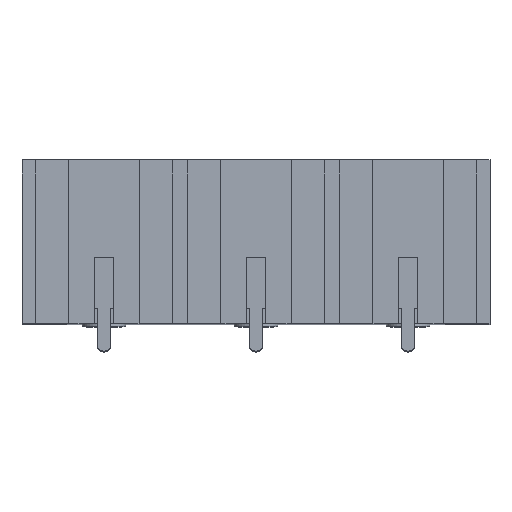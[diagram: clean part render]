
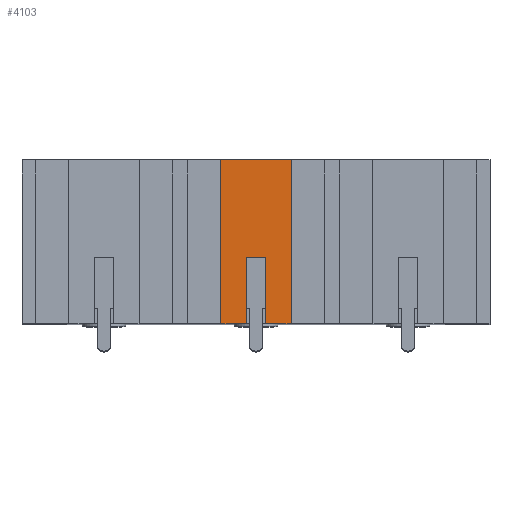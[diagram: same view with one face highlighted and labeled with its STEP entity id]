
A CAD part, top view. The second image highlights one B-rep face of the part: STEP entity #4103.
In plain terms, the highlighted planar face has unit normal (0, 0, 1).
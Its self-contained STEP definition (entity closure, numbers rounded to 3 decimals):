
#207 = LINE ( 'NONE', #7669, #2758 ) ;
#292 = CARTESIAN_POINT ( 'NONE',  ( -30., 0., 39. ) ) ;
#1025 = AXIS2_PLACEMENT_3D ( 'NONE', #11503, #4383, #19385 ) ;
#2183 = EDGE_LOOP ( 'NONE', ( #3908, #7318, #11413, #4206, #7408, #13855, #12002, #10801 ) ) ;
#2347 = CARTESIAN_POINT ( 'NONE',  ( -4.5, 21., 39. ) ) ;
#2352 = CARTESIAN_POINT ( 'NONE',  ( -30., 8.5, 39. ) ) ;
#2601 = LINE ( 'NONE', #12411, #3953 ) ;
#2607 = EDGE_CURVE ( 'NONE', #14683, #8978, #9648, .T. ) ;
#2758 = VECTOR ( 'NONE', #12540, 1000. ) ;
#3908 = ORIENTED_EDGE ( 'NONE', *, *, #11032, .F. ) ;
#3953 = VECTOR ( 'NONE', #9941, 1000. ) ;
#4103 = ADVANCED_FACE ( 'NONE', ( #12071 ), #9029, .F. ) ;
#4206 = ORIENTED_EDGE ( 'NONE', *, *, #2607, .F. ) ;
#4383 = DIRECTION ( 'NONE',  ( 0., 0., -1. ) ) ;
#4941 = VECTOR ( 'NONE', #14700, 1000. ) ;
#5479 = CARTESIAN_POINT ( 'NONE',  ( 1.225, 21., 39. ) ) ;
#5783 = EDGE_CURVE ( 'NONE', #8667, #9404, #8381, .T. ) ;
#6875 = CARTESIAN_POINT ( 'NONE',  ( 1.225, 8.5, 39. ) ) ;
#7153 = CARTESIAN_POINT ( 'NONE',  ( -1.225, 0., 39. ) ) ;
#7318 = ORIENTED_EDGE ( 'NONE', *, *, #12666, .T. ) ;
#7408 = ORIENTED_EDGE ( 'NONE', *, *, #14745, .T. ) ;
#7669 = CARTESIAN_POINT ( 'NONE',  ( -30., 0., 39. ) ) ;
#7683 = CARTESIAN_POINT ( 'NONE',  ( 1.225, 0., 39. ) ) ;
#7927 = DIRECTION ( 'NONE',  ( 0., -1., 0. ) ) ;
#8381 = LINE ( 'NONE', #15629, #16825 ) ;
#8667 = VERTEX_POINT ( 'NONE', #19765 ) ;
#8978 = VERTEX_POINT ( 'NONE', #13469 ) ;
#9029 = PLANE ( 'NONE',  #1025 ) ;
#9404 = VERTEX_POINT ( 'NONE', #7153 ) ;
#9492 = VECTOR ( 'NONE', #17405, 1000. ) ;
#9648 = LINE ( 'NONE', #11360, #17258 ) ;
#9941 = DIRECTION ( 'NONE',  ( 0., -1., 0. ) ) ;
#10801 = ORIENTED_EDGE ( 'NONE', *, *, #15762, .F. ) ;
#10840 = VECTOR ( 'NONE', #16521, 1000. ) ;
#11032 = EDGE_CURVE ( 'NONE', #15915, #12348, #16636, .T. ) ;
#11360 = CARTESIAN_POINT ( 'NONE',  ( -30., 21., 39. ) ) ;
#11413 = ORIENTED_EDGE ( 'NONE', *, *, #19723, .F. ) ;
#11503 = CARTESIAN_POINT ( 'NONE',  ( -30., 21., 39. ) ) ;
#11512 = EDGE_CURVE ( 'NONE', #18918, #9404, #14458, .T. ) ;
#12002 = ORIENTED_EDGE ( 'NONE', *, *, #5783, .F. ) ;
#12071 = FACE_OUTER_BOUND ( 'NONE', #2183, .T. ) ;
#12348 = VERTEX_POINT ( 'NONE', #6875 ) ;
#12411 = CARTESIAN_POINT ( 'NONE',  ( 4.5, 21., 39. ) ) ;
#12540 = DIRECTION ( 'NONE',  ( 1., 0., 0. ) ) ;
#12586 = CARTESIAN_POINT ( 'NONE',  ( -4.5, 0., 39. ) ) ;
#12666 = EDGE_CURVE ( 'NONE', #15915, #16689, #207, .T. ) ;
#13469 = CARTESIAN_POINT ( 'NONE',  ( 4.5, 21., 39. ) ) ;
#13855 = ORIENTED_EDGE ( 'NONE', *, *, #11512, .T. ) ;
#14057 = VECTOR ( 'NONE', #19755, 1000. ) ;
#14458 = LINE ( 'NONE', #292, #9492 ) ;
#14683 = VERTEX_POINT ( 'NONE', #2347 ) ;
#14700 = DIRECTION ( 'NONE',  ( -1., 0., 0. ) ) ;
#14745 = EDGE_CURVE ( 'NONE', #14683, #18918, #18034, .T. ) ;
#15629 = CARTESIAN_POINT ( 'NONE',  ( -1.225, 21., 39. ) ) ;
#15762 = EDGE_CURVE ( 'NONE', #12348, #8667, #16230, .T. ) ;
#15915 = VERTEX_POINT ( 'NONE', #7683 ) ;
#16230 = LINE ( 'NONE', #2352, #4941 ) ;
#16426 = CARTESIAN_POINT ( 'NONE',  ( -4.5, 21., 39. ) ) ;
#16521 = DIRECTION ( 'NONE',  ( 0., -1., 0. ) ) ;
#16636 = LINE ( 'NONE', #5479, #14057 ) ;
#16689 = VERTEX_POINT ( 'NONE', #17470 ) ;
#16825 = VECTOR ( 'NONE', #7927, 1000. ) ;
#17258 = VECTOR ( 'NONE', #19266, 1000. ) ;
#17405 = DIRECTION ( 'NONE',  ( 1., 0., 0. ) ) ;
#17470 = CARTESIAN_POINT ( 'NONE',  ( 4.5, 0., 39. ) ) ;
#18034 = LINE ( 'NONE', #16426, #10840 ) ;
#18918 = VERTEX_POINT ( 'NONE', #12586 ) ;
#19266 = DIRECTION ( 'NONE',  ( 1., 0., 0. ) ) ;
#19385 = DIRECTION ( 'NONE',  ( -1., 0., 0. ) ) ;
#19723 = EDGE_CURVE ( 'NONE', #8978, #16689, #2601, .T. ) ;
#19755 = DIRECTION ( 'NONE',  ( 0., 1., 0. ) ) ;
#19765 = CARTESIAN_POINT ( 'NONE',  ( -1.225, 8.5, 39. ) ) ;
